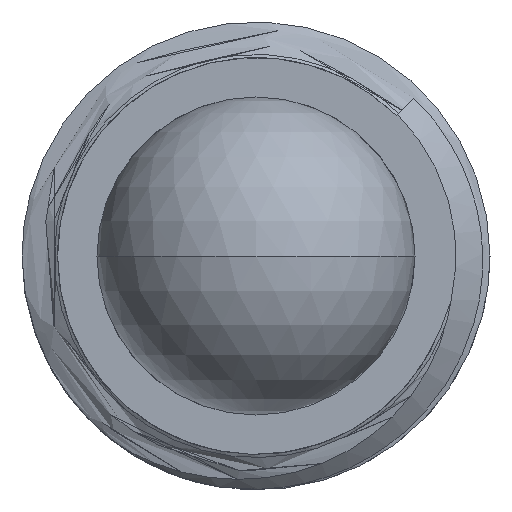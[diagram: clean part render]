
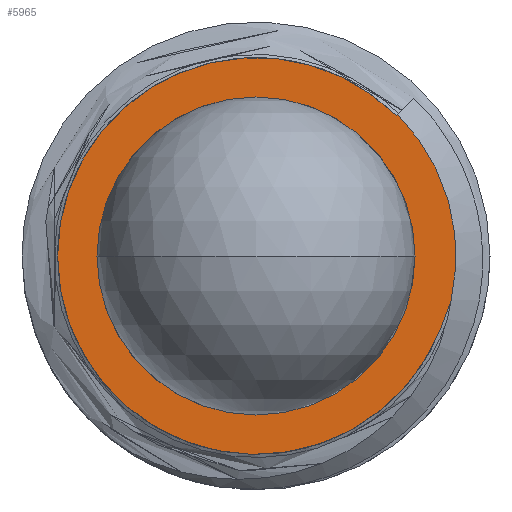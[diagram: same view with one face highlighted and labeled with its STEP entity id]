
A CAD part, left-side view. The second image highlights one B-rep face of the part: STEP entity #5965.
In plain terms, the highlighted planar face has unit normal (-1, 0, 0).
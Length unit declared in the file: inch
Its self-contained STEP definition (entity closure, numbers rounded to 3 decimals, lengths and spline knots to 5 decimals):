
#728 = CARTESIAN_POINT ( 'NONE',  ( -0.56285, 0.26415, -0.21612 ) ) ;
#965 = CARTESIAN_POINT ( 'NONE',  ( -0.56285, 0.27997, -0.16137 ) ) ;
#966 = CARTESIAN_POINT ( 'NONE',  ( -0.56285, 0.28033, -0.16173 ) ) ;
#1037 = CARTESIAN_POINT ( 'NONE',  ( -0.56285, 0.27479, -0.20309 ) ) ;
#1042 = CARTESIAN_POINT ( 'NONE',  ( -0.56285, 0.38019, -0.20309 ) ) ;
#1050 = CARTESIAN_POINT ( 'NONE',  ( -0.56285, 0.36859, -0.20309 ) ) ;
#1066 = CARTESIAN_POINT ( 'NONE',  ( -0.56285, 0.26747, -0.22505 ) ) ;
#1582 = CARTESIAN_POINT ( 'NONE',  ( -0.56285, 0.26747, -0.22505 ) ) ;
#1583 = CARTESIAN_POINT ( 'NONE',  ( -0.56285, 0.26713, -0.22431 ) ) ;
#1584 = CARTESIAN_POINT ( 'NONE',  ( -0.56285, 0.2668, -0.22357 ) ) ;
#1585 = CARTESIAN_POINT ( 'NONE',  ( -0.56285, 0.26648, -0.22282 ) ) ;
#1586 = CARTESIAN_POINT ( 'NONE',  ( -0.56285, 0.26585, -0.22132 ) ) ;
#1587 = CARTESIAN_POINT ( 'NONE',  ( -0.56285, 0.26529, -0.2198 ) ) ;
#1588 = CARTESIAN_POINT ( 'NONE',  ( -0.56285, 0.26479, -0.21825 ) ) ;
#1589 = CARTESIAN_POINT ( 'NONE',  ( -0.56285, 0.26456, -0.21754 ) ) ;
#1590 = CARTESIAN_POINT ( 'NONE',  ( -0.56285, 0.26435, -0.21683 ) ) ;
#1591 = CARTESIAN_POINT ( 'NONE',  ( -0.56285, 0.26415, -0.21612 ) ) ;
#3893 = CIRCLE ( 'NONE', #3921, 0.0585 ) ;
#3903 = AXIS2_PLACEMENT_3D ( 'NONE', #9777, #9788, #9748 ) ;
#3921 = AXIS2_PLACEMENT_3D ( 'NONE', #9772, #9764, #9651 ) ;
#3949 = CIRCLE ( 'NONE', #3903, 0.0469 ) ;
#4495 = EDGE_LOOP ( 'NONE', ( #10358, #10359 ) ) ;
#4500 = EDGE_LOOP ( 'NONE', ( #10352, #10353, #10354, #10356, #10357 ) ) ;
#5759 = EDGE_CURVE ( 'NONE', #10641, #10654, #3949, .T. ) ;
#5766 = EDGE_CURVE ( 'NONE', #10670, #10646, #3893, .T. ) ;
#5965 = ADVANCED_FACE ( 'NONE', ( #12667, #12668 ), #15064, .T. ) ;
#8407 = AXIS2_PLACEMENT_3D ( 'NONE', #15065, #15066, #15067 ) ;
#9044 = EDGE_CURVE ( 'NONE', #10177, #10175, #11973, .T. ) ;
#9046 = EDGE_CURVE ( 'NONE', #10646, #10177, #12400, .T. ) ;
#9047 = EDGE_CURVE ( 'NONE', #10654, #10641, #12396, .T. ) ;
#9048 = EDGE_CURVE ( 'NONE', #10175, #9841, #12395, .T. ) ;
#9651 = DIRECTION ( 'NONE',  ( 0., 1., 0. ) ) ;
#9748 = DIRECTION ( 'NONE',  ( 0., 1., 0. ) ) ;
#9764 = DIRECTION ( 'NONE',  ( 1., 0., 0. ) ) ;
#9772 = CARTESIAN_POINT ( 'NONE',  ( -0.56285, 0.32169, -0.20309 ) ) ;
#9777 = CARTESIAN_POINT ( 'NONE',  ( -0.56285, 0.32169, -0.20309 ) ) ;
#9788 = DIRECTION ( 'NONE',  ( 1., 0., 0. ) ) ;
#9841 = VERTEX_POINT ( 'NONE', #728 ) ;
#10175 = VERTEX_POINT ( 'NONE', #965 ) ;
#10177 = VERTEX_POINT ( 'NONE', #966 ) ;
#10352 = ORIENTED_EDGE ( 'NONE', *, *, #5766, .F. ) ;
#10353 = ORIENTED_EDGE ( 'NONE', *, *, #11495, .T. ) ;
#10354 = ORIENTED_EDGE ( 'NONE', *, *, #9048, .F. ) ;
#10356 = ORIENTED_EDGE ( 'NONE', *, *, #9044, .F. ) ;
#10357 = ORIENTED_EDGE ( 'NONE', *, *, #9046, .F. ) ;
#10358 = ORIENTED_EDGE ( 'NONE', *, *, #9047, .T. ) ;
#10359 = ORIENTED_EDGE ( 'NONE', *, *, #5759, .T. ) ;
#10641 = VERTEX_POINT ( 'NONE', #1037 ) ;
#10646 = VERTEX_POINT ( 'NONE', #1042 ) ;
#10654 = VERTEX_POINT ( 'NONE', #1050 ) ;
#10670 = VERTEX_POINT ( 'NONE', #1066 ) ;
#11495 = EDGE_CURVE ( 'NONE', #10670, #9841, #11589, .T. ) ;
#11589 = B_SPLINE_CURVE_WITH_KNOTS ( 'NONE', 3,
 ( #1582, #1583, #1584, #1585, #1586, #1587, #1588, #1589, #1590, #1591 ),
 .UNSPECIFIED., .F., .F.,
 ( 4, 3, 3, 4 ),
 ( 0., 0.00006, 0.00019, 0.00024 ),
 .UNSPECIFIED. ) ;
#11973 = LINE ( 'NONE', #16894, #12399 ) ;
#12395 = CIRCLE ( 'NONE', #12404, 0.059 ) ;
#12396 = CIRCLE ( 'NONE', #12403, 0.0469 ) ;
#12399 = VECTOR ( 'NONE', #16895, 39.37008 ) ;
#12400 = CIRCLE ( 'NONE', #12402, 0.0585 ) ;
#12402 = AXIS2_PLACEMENT_3D ( 'NONE', #16898, #16899, #16900 ) ;
#12403 = AXIS2_PLACEMENT_3D ( 'NONE', #16901, #16902, #16903 ) ;
#12404 = AXIS2_PLACEMENT_3D ( 'NONE', #16904, #16905, #16906 ) ;
#12667 = FACE_OUTER_BOUND ( 'NONE', #4500, .T. ) ;
#12668 = FACE_BOUND ( 'NONE', #4495, .T. ) ;
#15064 = PLANE ( 'NONE',  #8407 ) ;
#15065 = CARTESIAN_POINT ( 'NONE',  ( -0.56285, 0.37978, -0.20309 ) ) ;
#15066 = DIRECTION ( 'NONE',  ( -1., 0., 0. ) ) ;
#15067 = DIRECTION ( 'NONE',  ( 0., -1., 0. ) ) ;
#16894 = CARTESIAN_POINT ( 'NONE',  ( -0.56285, 0.27231, -0.15371 ) ) ;
#16895 = DIRECTION ( 'NONE',  ( 0., -0.707, 0.707 ) ) ;
#16898 = CARTESIAN_POINT ( 'NONE',  ( -0.56285, 0.32169, -0.20309 ) ) ;
#16899 = DIRECTION ( 'NONE',  ( 1., 0., 0. ) ) ;
#16900 = DIRECTION ( 'NONE',  ( 0., 1., 0. ) ) ;
#16901 = CARTESIAN_POINT ( 'NONE',  ( -0.56285, 0.32169, -0.20309 ) ) ;
#16902 = DIRECTION ( 'NONE',  ( 1., 0., 0. ) ) ;
#16903 = DIRECTION ( 'NONE',  ( 0., 1., 0. ) ) ;
#16904 = CARTESIAN_POINT ( 'NONE',  ( -0.56285, 0.32169, -0.20309 ) ) ;
#16905 = DIRECTION ( 'NONE',  ( 1., 0., 0. ) ) ;
#16906 = DIRECTION ( 'NONE',  ( 0., 1., 0. ) ) ;
